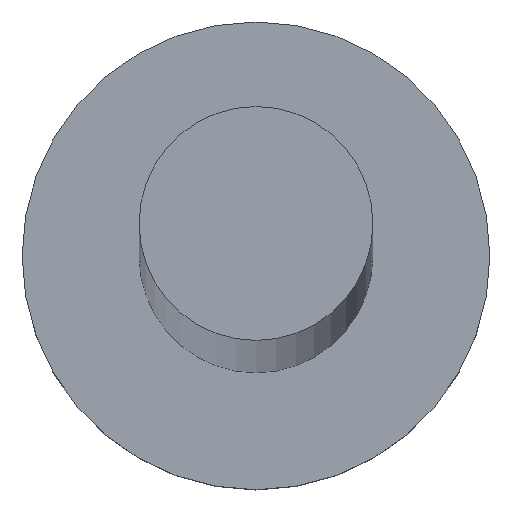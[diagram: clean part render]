
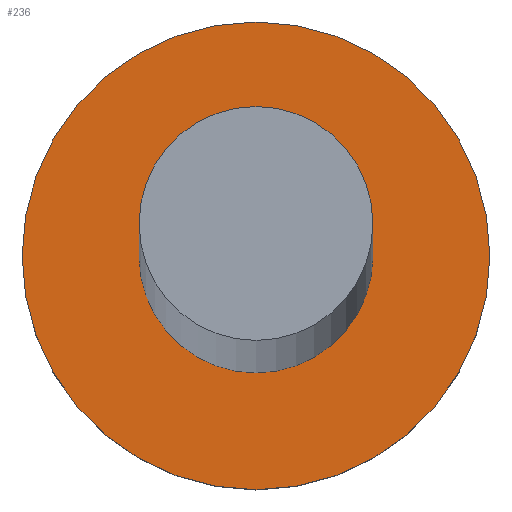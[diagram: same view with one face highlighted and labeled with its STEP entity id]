
A CAD part, top view. The second image highlights one B-rep face of the part: STEP entity #236.
In plain terms, the highlighted planar face has unit normal (0, 0, 1).
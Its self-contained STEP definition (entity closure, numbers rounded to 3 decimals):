
#2 = VERTEX_POINT ( 'NONE', #219 ) ;
#8 = PLANE ( 'NONE',  #191 ) ;
#9 = DIRECTION ( 'NONE',  ( 1., 0., 0. ) ) ;
#11 = DIRECTION ( 'NONE',  ( 1., 0., 0. ) ) ;
#30 = CARTESIAN_POINT ( 'NONE',  ( -2.5, 0., 3. ) ) ;
#45 = DIRECTION ( 'NONE',  ( 1., 0., 0. ) ) ;
#57 = CARTESIAN_POINT ( 'NONE',  ( 0., 0., 3. ) ) ;
#65 = ORIENTED_EDGE ( 'NONE', *, *, #66, .F. ) ;
#66 = EDGE_CURVE ( 'NONE', #2, #73, #93, .T. ) ;
#72 = DIRECTION ( 'NONE',  ( 0., 0., 1. ) ) ;
#73 = VERTEX_POINT ( 'NONE', #30 ) ;
#81 = DIRECTION ( 'NONE',  ( 0., 0., 1. ) ) ;
#84 = DIRECTION ( 'NONE',  ( 1., 0., 0. ) ) ;
#89 = ORIENTED_EDGE ( 'NONE', *, *, #254, .F. ) ;
#90 = VERTEX_POINT ( 'NONE', #242 ) ;
#92 = FACE_OUTER_BOUND ( 'NONE', #146, .T. ) ;
#93 = CIRCLE ( 'NONE', #129, 2.5 ) ;
#97 = CARTESIAN_POINT ( 'NONE',  ( 5., 0., 3. ) ) ;
#103 = CIRCLE ( 'NONE', #220, 5. ) ;
#113 = EDGE_LOOP ( 'NONE', ( #89, #65 ) ) ;
#117 = CARTESIAN_POINT ( 'NONE',  ( 0., 0., 3. ) ) ;
#127 = EDGE_CURVE ( 'NONE', #193, #90, #184, .T. ) ;
#129 = AXIS2_PLACEMENT_3D ( 'NONE', #238, #72, #11 ) ;
#131 = CIRCLE ( 'NONE', #143, 2.5 ) ;
#137 = DIRECTION ( 'NONE',  ( 0., 0., 1. ) ) ;
#143 = AXIS2_PLACEMENT_3D ( 'NONE', #225, #145, #84 ) ;
#145 = DIRECTION ( 'NONE',  ( 0., 0., 1. ) ) ;
#146 = EDGE_LOOP ( 'NONE', ( #213, #159 ) ) ;
#159 = ORIENTED_EDGE ( 'NONE', *, *, #127, .T. ) ;
#179 = FACE_BOUND ( 'NONE', #113, .T. ) ;
#180 = DIRECTION ( 'NONE',  ( 0., 0., 1. ) ) ;
#184 = CIRCLE ( 'NONE', #217, 5. ) ;
#191 = AXIS2_PLACEMENT_3D ( 'NONE', #57, #137, #45 ) ;
#193 = VERTEX_POINT ( 'NONE', #97 ) ;
#203 = CARTESIAN_POINT ( 'NONE',  ( 0., 0., 3. ) ) ;
#213 = ORIENTED_EDGE ( 'NONE', *, *, #241, .T. ) ;
#217 = AXIS2_PLACEMENT_3D ( 'NONE', #117, #180, #9 ) ;
#219 = CARTESIAN_POINT ( 'NONE',  ( 2.5, 0., 3. ) ) ;
#220 = AXIS2_PLACEMENT_3D ( 'NONE', #203, #81, #250 ) ;
#225 = CARTESIAN_POINT ( 'NONE',  ( 0., 0., 3. ) ) ;
#236 = ADVANCED_FACE ( 'NONE', ( #179, #92 ), #8, .T. ) ;
#238 = CARTESIAN_POINT ( 'NONE',  ( 0., 0., 3. ) ) ;
#241 = EDGE_CURVE ( 'NONE', #90, #193, #103, .T. ) ;
#242 = CARTESIAN_POINT ( 'NONE',  ( -5., 0., 3. ) ) ;
#250 = DIRECTION ( 'NONE',  ( 1., 0., 0. ) ) ;
#254 = EDGE_CURVE ( 'NONE', #73, #2, #131, .T. ) ;
